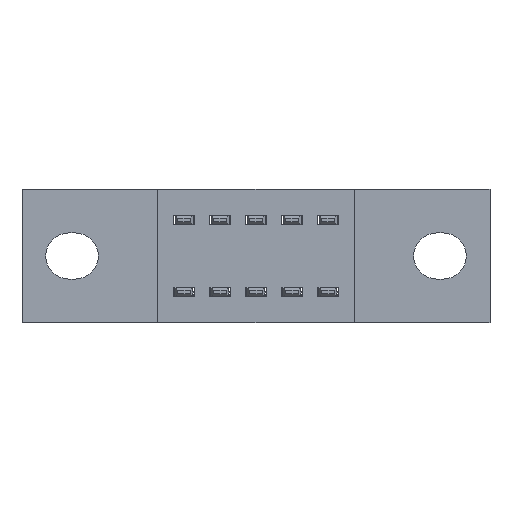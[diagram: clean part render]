
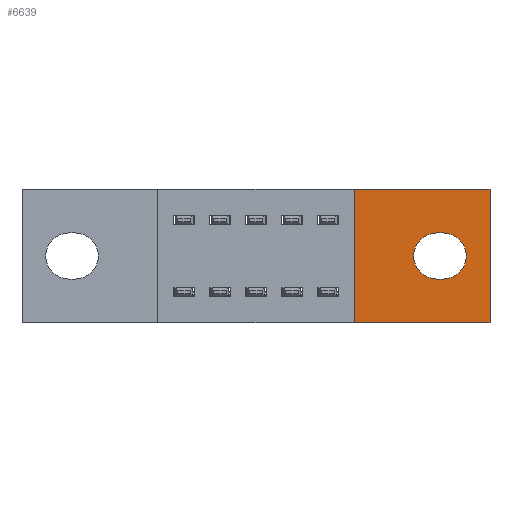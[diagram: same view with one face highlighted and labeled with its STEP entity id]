
A CAD part, front view. The second image highlights one B-rep face of the part: STEP entity #6639.
In plain terms, the highlighted planar face has unit normal (0, -1, 0).
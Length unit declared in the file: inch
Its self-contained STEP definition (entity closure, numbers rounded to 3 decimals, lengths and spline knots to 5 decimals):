
#40 = DIRECTION ( 'NONE',  ( 0., 0., -1. ) ) ;
#70 = FACE_OUTER_BOUND ( 'NONE', #7040, .T. ) ;
#254 = AXIS2_PLACEMENT_3D ( 'NONE', #7297, #3607, #40 ) ;
#460 = VECTOR ( 'NONE', #2778, 39.37008 ) ;
#548 = PLANE ( 'NONE',  #907 ) ;
#562 = LINE ( 'NONE', #7214, #3520 ) ;
#732 = AXIS2_PLACEMENT_3D ( 'NONE', #7196, #7182, #7058 ) ;
#907 = AXIS2_PLACEMENT_3D ( 'NONE', #4061, #4709, #1079 ) ;
#1079 = DIRECTION ( 'NONE',  ( 0., 0., -1. ) ) ;
#1167 = DIRECTION ( 'NONE',  ( 1., 0., 0. ) ) ;
#1205 = VERTEX_POINT ( 'NONE', #2775 ) ;
#1262 = CARTESIAN_POINT ( 'NONE',  ( 0.923, 0., -0.37 ) ) ;
#1386 = ORIENTED_EDGE ( 'NONE', *, *, #2315, .F. ) ;
#1408 = VECTOR ( 'NONE', #6253, 39.37008 ) ;
#1424 = DIRECTION ( 'NONE',  ( -1., 0., 0. ) ) ;
#1666 = CIRCLE ( 'NONE', #732, 0.064 ) ;
#1757 = LINE ( 'NONE', #3987, #6109 ) ;
#1846 = LINE ( 'NONE', #5007, #5299 ) ;
#1977 = LINE ( 'NONE', #6444, #460 ) ;
#2067 = CARTESIAN_POINT ( 'NONE',  ( 1.17, 0., -0.121 ) ) ;
#2315 = EDGE_CURVE ( 'NONE', #3728, #7515, #562, .T. ) ;
#2627 = ORIENTED_EDGE ( 'NONE', *, *, #5514, .T. ) ;
#2656 = VERTEX_POINT ( 'NONE', #2067 ) ;
#2775 = CARTESIAN_POINT ( 'NONE',  ( 1.152, 0., -0.249 ) ) ;
#2778 = DIRECTION ( 'NONE',  ( 0., 0., -1. ) ) ;
#2802 = CARTESIAN_POINT ( 'NONE',  ( 0.923, 0., -0.37 ) ) ;
#2822 = ORIENTED_EDGE ( 'NONE', *, *, #4251, .F. ) ;
#3074 = EDGE_CURVE ( 'NONE', #7515, #3879, #1977, .T. ) ;
#3106 = VERTEX_POINT ( 'NONE', #4938 ) ;
#3520 = VECTOR ( 'NONE', #1167, 39.37008 ) ;
#3521 = EDGE_LOOP ( 'NONE', ( #7314, #2627, #4190, #5862 ) ) ;
#3607 = DIRECTION ( 'NONE',  ( 0., 1., 0. ) ) ;
#3728 = VERTEX_POINT ( 'NONE', #6005 ) ;
#3826 = VERTEX_POINT ( 'NONE', #1262 ) ;
#3843 = EDGE_CURVE ( 'NONE', #3879, #3826, #7160, .T. ) ;
#3879 = VERTEX_POINT ( 'NONE', #6748 ) ;
#3987 = CARTESIAN_POINT ( 'NONE',  ( 1.17, 0., -0.121 ) ) ;
#4061 = CARTESIAN_POINT ( 'NONE',  ( 0., 0., -0.37 ) ) ;
#4129 = DIRECTION ( 'NONE',  ( 1., 0., 0. ) ) ;
#4190 = ORIENTED_EDGE ( 'NONE', *, *, #5112, .T. ) ;
#4251 = EDGE_CURVE ( 'NONE', #3826, #3728, #6118, .T. ) ;
#4396 = ORIENTED_EDGE ( 'NONE', *, *, #3843, .F. ) ;
#4565 = CARTESIAN_POINT ( 'NONE',  ( 1.17, 0., -0.249 ) ) ;
#4681 = EDGE_CURVE ( 'NONE', #3106, #2656, #1757, .T. ) ;
#4709 = DIRECTION ( 'NONE',  ( 0., -1., 0. ) ) ;
#4938 = CARTESIAN_POINT ( 'NONE',  ( 1.152, 0., -0.121 ) ) ;
#5007 = CARTESIAN_POINT ( 'NONE',  ( 1.17, 0., -0.249 ) ) ;
#5080 = VERTEX_POINT ( 'NONE', #4565 ) ;
#5112 = EDGE_CURVE ( 'NONE', #1205, #3106, #1666, .T. ) ;
#5299 = VECTOR ( 'NONE', #6689, 39.37008 ) ;
#5509 = VECTOR ( 'NONE', #1424, 39.37008 ) ;
#5514 = EDGE_CURVE ( 'NONE', #5080, #1205, #1846, .T. ) ;
#5862 = ORIENTED_EDGE ( 'NONE', *, *, #4681, .T. ) ;
#5943 = EDGE_CURVE ( 'NONE', #2656, #5080, #6562, .T. ) ;
#6005 = CARTESIAN_POINT ( 'NONE',  ( 0.923, 0., 0. ) ) ;
#6109 = VECTOR ( 'NONE', #4129, 39.37008 ) ;
#6118 = LINE ( 'NONE', #2802, #1408 ) ;
#6253 = DIRECTION ( 'NONE',  ( 0., 0., 1. ) ) ;
#6348 = FACE_BOUND ( 'NONE', #3521, .T. ) ;
#6444 = CARTESIAN_POINT ( 'NONE',  ( 1.3, 0., 0. ) ) ;
#6562 = CIRCLE ( 'NONE', #254, 0.064 ) ;
#6639 = ADVANCED_FACE ( 'NONE', ( #6348, #70 ), #548, .T. ) ;
#6689 = DIRECTION ( 'NONE',  ( -1., 0., 0. ) ) ;
#6748 = CARTESIAN_POINT ( 'NONE',  ( 1.3, 0., -0.37 ) ) ;
#6754 = CARTESIAN_POINT ( 'NONE',  ( 1.3, 0., 0. ) ) ;
#7040 = EDGE_LOOP ( 'NONE', ( #2822, #4396, #7671, #1386 ) ) ;
#7058 = DIRECTION ( 'NONE',  ( 0., 0., -1. ) ) ;
#7160 = LINE ( 'NONE', #7291, #5509 ) ;
#7182 = DIRECTION ( 'NONE',  ( 0., 1., 0. ) ) ;
#7196 = CARTESIAN_POINT ( 'NONE',  ( 1.152, 0., -0.185 ) ) ;
#7214 = CARTESIAN_POINT ( 'NONE',  ( 0., 0., 0. ) ) ;
#7291 = CARTESIAN_POINT ( 'NONE',  ( 0., 0., -0.37 ) ) ;
#7297 = CARTESIAN_POINT ( 'NONE',  ( 1.17, 0., -0.185 ) ) ;
#7314 = ORIENTED_EDGE ( 'NONE', *, *, #5943, .T. ) ;
#7515 = VERTEX_POINT ( 'NONE', #6754 ) ;
#7671 = ORIENTED_EDGE ( 'NONE', *, *, #3074, .F. ) ;
